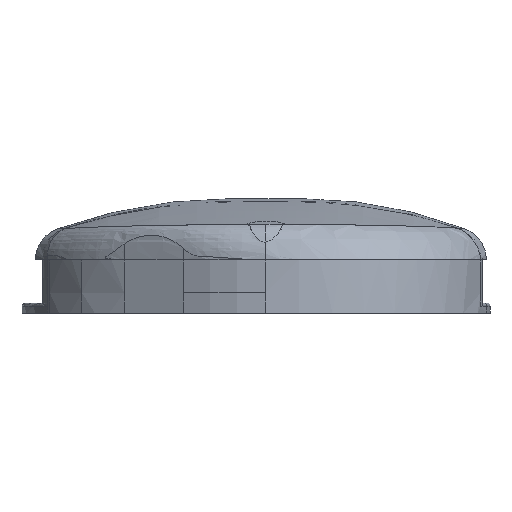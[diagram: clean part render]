
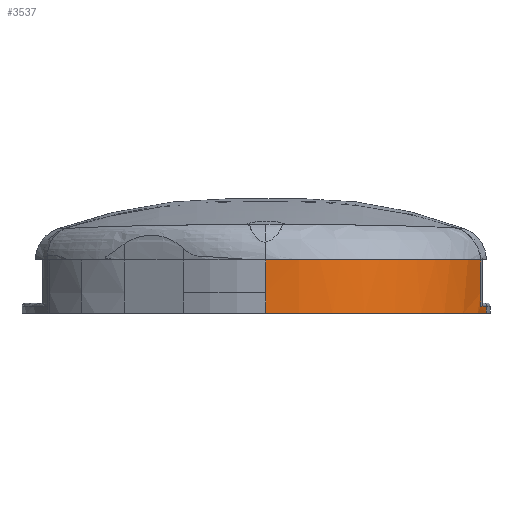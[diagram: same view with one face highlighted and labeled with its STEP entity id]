
A CAD part, left-side view. The second image highlights one B-rep face of the part: STEP entity #3537.
In plain terms, the highlighted cylindrical face has radius 59.227 mm (diameter 118.453 mm), a partial arc.
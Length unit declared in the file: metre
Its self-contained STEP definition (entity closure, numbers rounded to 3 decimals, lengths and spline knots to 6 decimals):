
#30=CYLINDRICAL_SURFACE('',#3770,0.059226);
#124=LINE('',#13916,#257);
#125=LINE('',#13938,#258);
#126=LINE('',#13940,#259);
#257=VECTOR('',#4018,1.);
#258=VECTOR('',#4019,1.);
#259=VECTOR('',#4020,1.);
#410=CIRCLE('',#3771,0.059226);
#735=ORIENTED_EDGE('',*,*,#1806,.T.);
#736=ORIENTED_EDGE('',*,*,#1807,.T.);
#737=ORIENTED_EDGE('',*,*,#1808,.T.);
#738=ORIENTED_EDGE('',*,*,#1809,.T.);
#739=ORIENTED_EDGE('',*,*,#1810,.T.);
#740=ORIENTED_EDGE('',*,*,#1669,.F.);
#741=ORIENTED_EDGE('',*,*,#1811,.F.);
#742=ORIENTED_EDGE('',*,*,#1812,.F.);
#743=ORIENTED_EDGE('',*,*,#1813,.T.);
#1669=EDGE_CURVE('',#2214,#2224,#2582,.F.);
#1806=EDGE_CURVE('',#2333,#2334,#124,.T.);
#1807=EDGE_CURVE('',#2334,#2335,#2673,.T.);
#1808=EDGE_CURVE('',#2335,#2336,#2674,.T.);
#1809=EDGE_CURVE('',#2336,#2337,#2675,.T.);
#1810=EDGE_CURVE('',#2337,#2224,#2676,.T.);
#1811=EDGE_CURVE('',#2338,#2214,#125,.T.);
#1812=EDGE_CURVE('',#2339,#2338,#126,.T.);
#1813=EDGE_CURVE('',#2339,#2333,#410,.T.);
#2214=VERTEX_POINT('',#9743);
#2224=VERTEX_POINT('',#10580);
#2333=VERTEX_POINT('',#13917);
#2334=VERTEX_POINT('',#13918);
#2335=VERTEX_POINT('',#13923);
#2336=VERTEX_POINT('',#13928);
#2337=VERTEX_POINT('',#13933);
#2338=VERTEX_POINT('',#13939);
#2339=VERTEX_POINT('',#13941);
#2582=B_SPLINE_CURVE_WITH_KNOTS('',3,(#10573,#10574,#10575,#10576,#10577,
#10578,#10579),.UNSPECIFIED.,.F.,.F.,(4,1,1,1,4),(0.,0.25,0.5,0.75,1.),
 .UNSPECIFIED.);
#2673=B_SPLINE_CURVE_WITH_KNOTS('',3,(#13919,#13920,#13921,#13922),
 .UNSPECIFIED.,.F.,.F.,(4,4),(0.,1.),.UNSPECIFIED.);
#2674=B_SPLINE_CURVE_WITH_KNOTS('',3,(#13924,#13925,#13926,#13927),
 .UNSPECIFIED.,.F.,.F.,(4,4),(0.,1.),.UNSPECIFIED.);
#2675=B_SPLINE_CURVE_WITH_KNOTS('',3,(#13929,#13930,#13931,#13932),
 .UNSPECIFIED.,.F.,.F.,(4,4),(0.,1.),.UNSPECIFIED.);
#2676=B_SPLINE_CURVE_WITH_KNOTS('',3,(#13934,#13935,#13936,#13937),
 .UNSPECIFIED.,.F.,.F.,(4,4),(0.,1.),.UNSPECIFIED.);
#2935=EDGE_LOOP('',(#735,#736,#737,#738,#739,#740,#741,#742,#743));
#3189=FACE_BOUND('',#2935,.T.);
#3537=ADVANCED_FACE('',(#3189),#30,.T.);
#3770=AXIS2_PLACEMENT_3D('',#13915,#4016,#4017);
#3771=AXIS2_PLACEMENT_3D('',#13942,#4021,#4022);
#4016=DIRECTION('',(0.,0.,1.));
#4017=DIRECTION('',(-0.801,-0.599,0.));
#4018=DIRECTION('',(0.,0.,1.));
#4019=DIRECTION('',(0.,0.,1.));
#4020=DIRECTION('',(0.,0.,1.));
#4021=DIRECTION('',(0.,0.,1.));
#4022=DIRECTION('',(1.,0.,0.));
#9743=CARTESIAN_POINT('',(-0.068944,0.,0.0095));
#10573=CARTESIAN_POINT('',(-0.027583,-0.06233,0.0095));
#10574=CARTESIAN_POINT('',(-0.034025,-0.060327,0.0095));
#10575=CARTESIAN_POINT('',(-0.046218,-0.054098,0.0095));
#10576=CARTESIAN_POINT('',(-0.060319,-0.039165,0.0095));
#10577=CARTESIAN_POINT('',(-0.0686,-0.02037,0.0095));
#10578=CARTESIAN_POINT('',(-0.069602,-0.006715,0.0095));
#10579=CARTESIAN_POINT('',(-0.068944,0.,0.0095));
#10580=CARTESIAN_POINT('',(-0.027583,-0.06233,0.0095));
#13915=CARTESIAN_POINT('',(-0.01,-0.005774,0.));
#13916=CARTESIAN_POINT('',(-0.0211,-0.063951,-0.006));
#13917=CARTESIAN_POINT('',(-0.0211,-0.063951,-0.006));
#13918=CARTESIAN_POINT('',(-0.0211,-0.063951,-0.004));
#13919=CARTESIAN_POINT('',(-0.0211,-0.063951,-0.004));
#13920=CARTESIAN_POINT('',(-0.02329,-0.063533,-0.004));
#13921=CARTESIAN_POINT('',(-0.025456,-0.062991,-0.004));
#13922=CARTESIAN_POINT('',(-0.027584,-0.062329,-0.004));
#13923=CARTESIAN_POINT('',(-0.027584,-0.062329,-0.004));
#13924=CARTESIAN_POINT('',(-0.027584,-0.062329,-0.004));
#13925=CARTESIAN_POINT('',(-0.027584,-0.062329,-0.003667));
#13926=CARTESIAN_POINT('',(-0.027584,-0.062329,-0.003333));
#13927=CARTESIAN_POINT('',(-0.027584,-0.062329,-0.003));
#13928=CARTESIAN_POINT('',(-0.027584,-0.062329,-0.003));
#13929=CARTESIAN_POINT('',(-0.027584,-0.062329,-0.003));
#13930=CARTESIAN_POINT('',(-0.027584,-0.062329,-0.002));
#13931=CARTESIAN_POINT('',(-0.027584,-0.062329,-0.001));
#13932=CARTESIAN_POINT('',(-0.027584,-0.062329,0.));
#13933=CARTESIAN_POINT('',(-0.027584,-0.062329,0.));
#13934=CARTESIAN_POINT('',(-0.027584,-0.062329,0.));
#13935=CARTESIAN_POINT('',(-0.027584,-0.062329,0.003167));
#13936=CARTESIAN_POINT('',(-0.027584,-0.062329,0.006333));
#13937=CARTESIAN_POINT('',(-0.027584,-0.062329,0.0095));
#13938=CARTESIAN_POINT('',(-0.068944,0.,0.));
#13939=CARTESIAN_POINT('',(-0.068944,0.,0.));
#13940=CARTESIAN_POINT('',(-0.068944,0.,-0.006));
#13941=CARTESIAN_POINT('',(-0.068944,0.,-0.006));
#13942=CARTESIAN_POINT('',(-0.01,-0.005774,-0.006));
